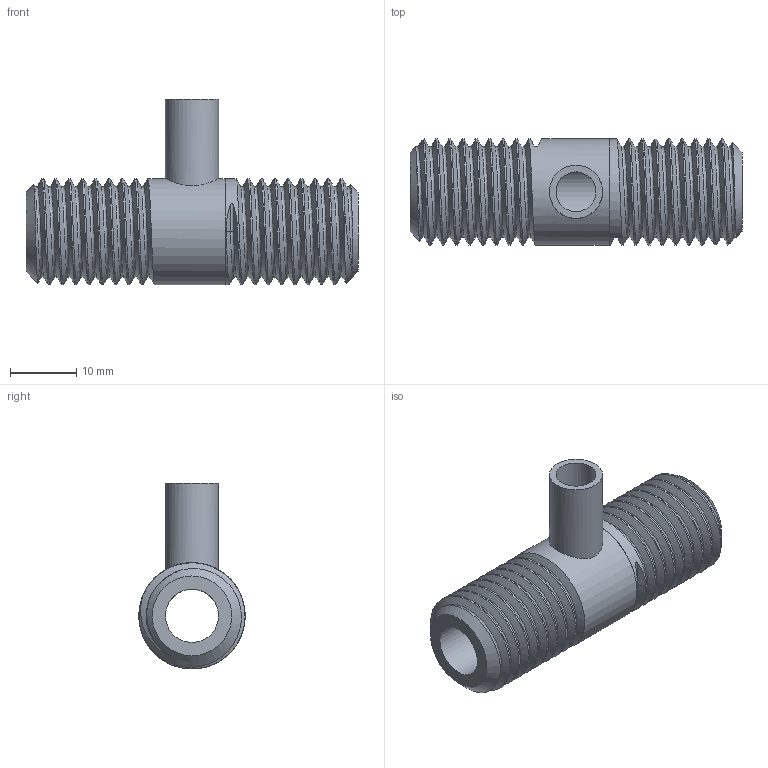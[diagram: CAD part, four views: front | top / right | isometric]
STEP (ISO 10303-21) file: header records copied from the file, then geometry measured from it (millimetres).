
FILE_DESCRIPTION(('STEP AP242'), '1');
FILE_NAME('itemCollector', '', ('UNSPECIFIED'), ('UNSPECIFIED'), 'C3D Converter', 'C3D Toolkit', '');
FILE_SCHEMA(('AP242_MANAGED_MODEL_BASED_3D_ENGINEERING_MIM_LF { 1 0 10303 442 1 1 4 }'));
Length unit declared in the file: millimetre
Bounding box: 50 x 16 x 28 mm (x, y, z)
Volume: 6456.5 mm3; surface area: 5765.8 mm2
Topology: 2 solids, 2 shells, 41 faces, 112 edges, 84 vertices
Faces by surface type: cylinder 24, plane 9, bspline 6, cone 2
Full cylindrical faces by diameter (mm): 6 x1, 8 x3, 16 x2
Entity records: 17756 total; most frequent: CARTESIAN_POINT 16863, ORIENTED_EDGE 180, DIRECTION 118, EDGE_CURVE 90, VERTEX_POINT 64, B_SPLINE_CURVE_WITH_KNOTS 58, EDGE_LOOP 54, AXIS2_PLACEMENT_3D 48
